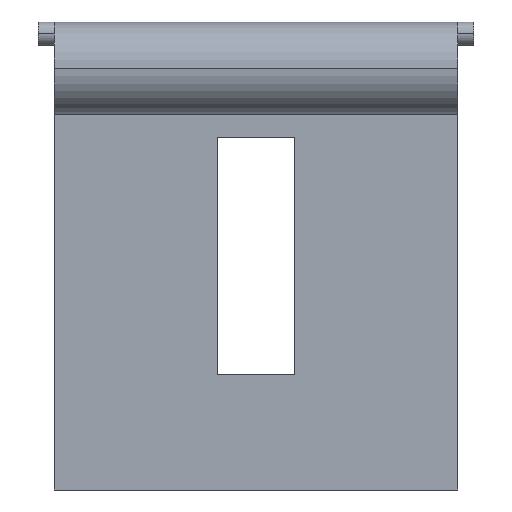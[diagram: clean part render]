
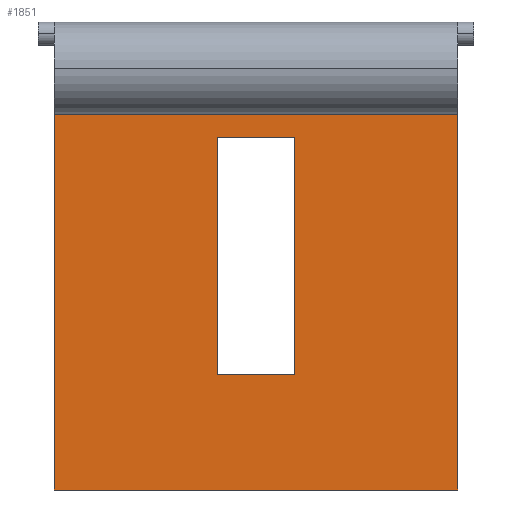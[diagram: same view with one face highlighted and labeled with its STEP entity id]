
A CAD part, front view. The second image highlights one B-rep face of the part: STEP entity #1851.
In plain terms, the highlighted planar face has unit normal (0, -1, 0).
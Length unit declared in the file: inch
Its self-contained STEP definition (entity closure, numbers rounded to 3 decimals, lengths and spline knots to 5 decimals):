
#5 = LINE ( 'NONE', #823, #1618 ) ;
#34 = ORIENTED_EDGE ( 'NONE', *, *, #906, .F. ) ;
#64 = LINE ( 'NONE', #1214, #1446 ) ;
#93 = LINE ( 'NONE', #101, #747 ) ;
#101 = CARTESIAN_POINT ( 'NONE',  ( 1.7, -2.7875, 3.16599 ) ) ;
#128 = EDGE_CURVE ( 'NONE', #888, #1201, #5, .T. ) ;
#134 = VERTEX_POINT ( 'NONE', #585 ) ;
#157 = ORIENTED_EDGE ( 'NONE', *, *, #980, .T. ) ;
#189 = ORIENTED_EDGE ( 'NONE', *, *, #853, .F. ) ;
#234 = LINE ( 'NONE', #776, #1211 ) ;
#419 = EDGE_CURVE ( 'NONE', #134, #477, #1422, .T. ) ;
#438 = CARTESIAN_POINT ( 'NONE',  ( -0.325, -2.7875, 2.97099 ) ) ;
#473 = EDGE_CURVE ( 'NONE', #1672, #959, #64, .T. ) ;
#477 = VERTEX_POINT ( 'NONE', #1657 ) ;
#525 = VERTEX_POINT ( 'NONE', #1674 ) ;
#563 = ORIENTED_EDGE ( 'NONE', *, *, #1003, .T. ) ;
#567 = DIRECTION ( 'NONE',  ( -1., 0., 0. ) ) ;
#585 = CARTESIAN_POINT ( 'NONE',  ( -1.7, -2.7875, 3.16599 ) ) ;
#593 = ORIENTED_EDGE ( 'NONE', *, *, #473, .F. ) ;
#631 = DIRECTION ( 'NONE',  ( 1., 0., 0. ) ) ;
#654 = DIRECTION ( 'NONE',  ( 0., 1., 0. ) ) ;
#666 = AXIS2_PLACEMENT_3D ( 'NONE', #773, #654, #1232 ) ;
#703 = ORIENTED_EDGE ( 'NONE', *, *, #1458, .F. ) ;
#709 = CARTESIAN_POINT ( 'NONE',  ( -1.7, -2.7875, 0.625 ) ) ;
#735 = EDGE_LOOP ( 'NONE', ( #189, #593, #703, #34 ) ) ;
#747 = VECTOR ( 'NONE', #567, 39.37008 ) ;
#770 = ORIENTED_EDGE ( 'NONE', *, *, #128, .F. ) ;
#773 = CARTESIAN_POINT ( 'NONE',  ( -1.7, -2.7875, 0.625 ) ) ;
#776 = CARTESIAN_POINT ( 'NONE',  ( -0.325, -2.7875, 2.97099 ) ) ;
#823 = CARTESIAN_POINT ( 'NONE',  ( 1.7, -2.7875, 0.625 ) ) ;
#834 = EDGE_LOOP ( 'NONE', ( #770, #157, #1142, #563 ) ) ;
#841 = VECTOR ( 'NONE', #1354, 39.37008 ) ;
#853 = EDGE_CURVE ( 'NONE', #959, #1804, #1372, .T. ) ;
#884 = CARTESIAN_POINT ( 'NONE',  ( 0.325, -2.7875, 2.97099 ) ) ;
#888 = VERTEX_POINT ( 'NONE', #1859 ) ;
#906 = EDGE_CURVE ( 'NONE', #1804, #525, #1738, .T. ) ;
#959 = VERTEX_POINT ( 'NONE', #1397 ) ;
#962 = VECTOR ( 'NONE', #631, 39.37008 ) ;
#980 = EDGE_CURVE ( 'NONE', #888, #134, #93, .T. ) ;
#1003 = EDGE_CURVE ( 'NONE', #477, #1201, #1413, .T. ) ;
#1017 = DIRECTION ( 'NONE',  ( 0., 0., 1. ) ) ;
#1080 = VECTOR ( 'NONE', #1017, 39.37008 ) ;
#1142 = ORIENTED_EDGE ( 'NONE', *, *, #419, .T. ) ;
#1201 = VERTEX_POINT ( 'NONE', #1831 ) ;
#1211 = VECTOR ( 'NONE', #1245, 39.37008 ) ;
#1214 = CARTESIAN_POINT ( 'NONE',  ( -0.325, -2.7875, 2.97099 ) ) ;
#1232 = DIRECTION ( 'NONE',  ( -1., 0., 0. ) ) ;
#1245 = DIRECTION ( 'NONE',  ( -1., 0., 0. ) ) ;
#1354 = DIRECTION ( 'NONE',  ( 0., 0., -1. ) ) ;
#1372 = LINE ( 'NONE', #1519, #962 ) ;
#1386 = DIRECTION ( 'NONE',  ( 1., 0., 0. ) ) ;
#1397 = CARTESIAN_POINT ( 'NONE',  ( -0.325, -2.7875, 0.97099 ) ) ;
#1413 = LINE ( 'NONE', #1834, #1626 ) ;
#1422 = LINE ( 'NONE', #709, #841 ) ;
#1432 = DIRECTION ( 'NONE',  ( 0., 0., -1. ) ) ;
#1446 = VECTOR ( 'NONE', #1668, 39.37008 ) ;
#1458 = EDGE_CURVE ( 'NONE', #525, #1672, #234, .T. ) ;
#1519 = CARTESIAN_POINT ( 'NONE',  ( -0.325, -2.7875, 0.97099 ) ) ;
#1522 = FACE_BOUND ( 'NONE', #735, .T. ) ;
#1618 = VECTOR ( 'NONE', #1432, 39.37008 ) ;
#1626 = VECTOR ( 'NONE', #1386, 39.37008 ) ;
#1635 = PLANE ( 'NONE',  #666 ) ;
#1657 = CARTESIAN_POINT ( 'NONE',  ( -1.7, -2.7875, 0. ) ) ;
#1668 = DIRECTION ( 'NONE',  ( 0., 0., -1. ) ) ;
#1672 = VERTEX_POINT ( 'NONE', #438 ) ;
#1674 = CARTESIAN_POINT ( 'NONE',  ( 0.325, -2.7875, 2.97099 ) ) ;
#1738 = LINE ( 'NONE', #884, #1080 ) ;
#1776 = FACE_OUTER_BOUND ( 'NONE', #834, .T. ) ;
#1798 = CARTESIAN_POINT ( 'NONE',  ( 0.325, -2.7875, 0.97099 ) ) ;
#1804 = VERTEX_POINT ( 'NONE', #1798 ) ;
#1831 = CARTESIAN_POINT ( 'NONE',  ( 1.7, -2.7875, 0. ) ) ;
#1834 = CARTESIAN_POINT ( 'NONE',  ( -1.7, -2.7875, 0. ) ) ;
#1851 = ADVANCED_FACE ( 'NONE', ( #1522, #1776 ), #1635, .F. ) ;
#1859 = CARTESIAN_POINT ( 'NONE',  ( 1.7, -2.7875, 3.16599 ) ) ;
